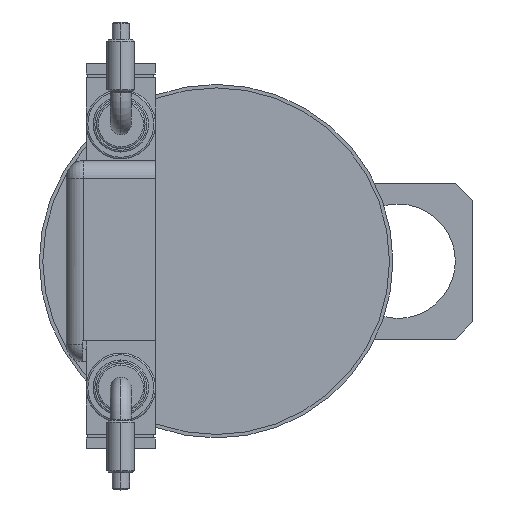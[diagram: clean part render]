
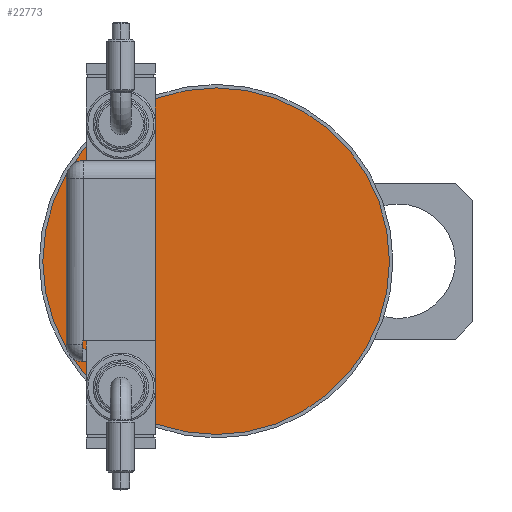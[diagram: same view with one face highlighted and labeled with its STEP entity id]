
A CAD part, left-side view. The second image highlights one B-rep face of the part: STEP entity #22773.
In plain terms, the highlighted face is planar.
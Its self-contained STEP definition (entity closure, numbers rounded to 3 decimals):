
#2883 = CARTESIAN_POINT ( 'NONE',  ( 0., 0., 0. ) ) ;
#3366 = CARTESIAN_POINT ( 'NONE',  ( 0., 0., 0. ) ) ;
#3518 = CARTESIAN_POINT ( 'NONE',  ( 0., 0., 0. ) ) ;
#5084 = VERTEX_POINT ( 'NONE', #23985 ) ;
#5237 = AXIS2_PLACEMENT_3D ( 'NONE', #2883, #13903, #8544 ) ;
#5516 = CIRCLE ( 'NONE', #22135, 50. ) ;
#6184 = ORIENTED_EDGE ( 'NONE', *, *, #18186, .F. ) ;
#6759 = DIRECTION ( 'NONE',  ( 1., 0., 0. ) ) ;
#7023 = DIRECTION ( 'NONE',  ( 1., 0., 0. ) ) ;
#8544 = DIRECTION ( 'NONE',  ( 1., 0., 0. ) ) ;
#10170 = AXIS2_PLACEMENT_3D ( 'NONE', #3366, #21427, #6759 ) ;
#10715 = ORIENTED_EDGE ( 'NONE', *, *, #13697, .F. ) ;
#12201 = PLANE ( 'NONE',  #5237 ) ;
#13697 = EDGE_CURVE ( 'NONE', #19742, #5084, #5516, .T. ) ;
#13743 = EDGE_LOOP ( 'NONE', ( #10715, #6184 ) ) ;
#13903 = DIRECTION ( 'NONE',  ( 0., 0., 1. ) ) ;
#14950 = CARTESIAN_POINT ( 'NONE',  ( -50., 0., 0. ) ) ;
#15212 = CIRCLE ( 'NONE', #10170, 50. ) ;
#18186 = EDGE_CURVE ( 'NONE', #5084, #19742, #15212, .T. ) ;
#18523 = DIRECTION ( 'NONE',  ( 0., 0., 1. ) ) ;
#19742 = VERTEX_POINT ( 'NONE', #14950 ) ;
#21427 = DIRECTION ( 'NONE',  ( 0., 0., 1. ) ) ;
#22135 = AXIS2_PLACEMENT_3D ( 'NONE', #3518, #18523, #7023 ) ;
#22773 = ADVANCED_FACE ( 'NONE', ( #22870 ), #12201, .F. ) ;
#22870 = FACE_OUTER_BOUND ( 'NONE', #13743, .T. ) ;
#23985 = CARTESIAN_POINT ( 'NONE',  ( 50., 0., 0. ) ) ;
